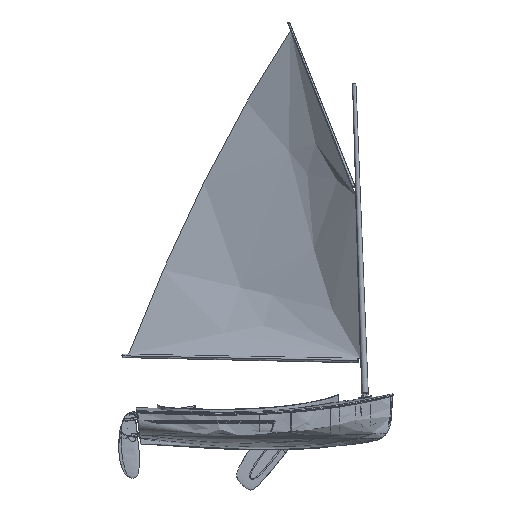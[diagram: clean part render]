
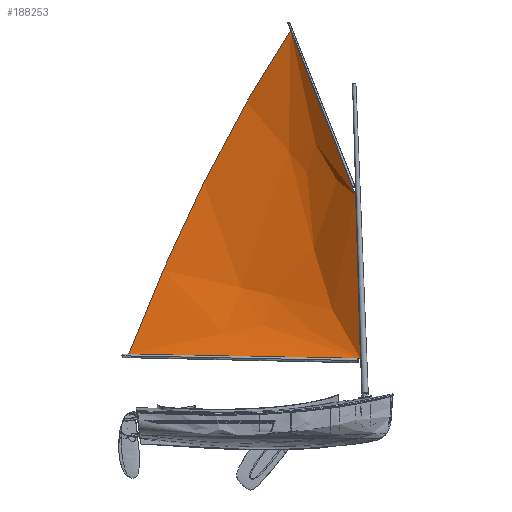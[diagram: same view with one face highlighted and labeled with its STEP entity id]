
A CAD part, front view. The second image highlights one B-rep face of the part: STEP entity #188253.
In plain terms, the highlighted free-form (B-spline) face has degree [3, 3] with [6, 6] control points.
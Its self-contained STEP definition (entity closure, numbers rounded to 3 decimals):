
#188253 = ADVANCED_FACE('',(#188254),#188300,.T.);
#188254 = FACE_BOUND('',#188255,.T.);
#188255 = EDGE_LOOP('',(#188256,#188269,#188280,#188291));
#188256 = ORIENTED_EDGE('',*,*,#188257,.T.);
#188257 = EDGE_CURVE('',#188258,#188260,#188262,.T.);
#188258 = VERTEX_POINT('',#188259);
#188259 = CARTESIAN_POINT('',(3484.211,0.,1256.818)
  );
#188260 = VERTEX_POINT('',#188261);
#188261 = CARTESIAN_POINT('',(3409.613,0.,3798.076));
#188262 = B_SPLINE_CURVE_WITH_KNOTS('',3,(#188263,#188264,#188265,
    #188266,#188267,#188268),.UNSPECIFIED.,.F.,.F.,(4,1,1,4),(0.,
    1544.462,3088.925,4633.387),
  .QUASI_UNIFORM_KNOTS.);
#188263 = CARTESIAN_POINT('',(3484.211,0.,1256.818)
  );
#188264 = CARTESIAN_POINT('',(3475.863,0.,1536.136));
#188265 = CARTESIAN_POINT('',(3461.065,0.,2103.271)
  );
#188266 = CARTESIAN_POINT('',(3437.248,0.,2949.704));
#188267 = CARTESIAN_POINT('',(3418.825,0.,3515.285));
#188268 = CARTESIAN_POINT('',(3409.613,0.,3798.076));
#188269 = ORIENTED_EDGE('',*,*,#188270,.T.);
#188270 = EDGE_CURVE('',#188260,#188271,#188273,.T.);
#188271 = VERTEX_POINT('',#188272);
#188272 = CARTESIAN_POINT('',(2397.121,676.913,
    6374.536));
#188273 = B_SPLINE_CURVE_WITH_KNOTS('',3,(#188274,#188275,#188276,
    #188277,#188278,#188279),.UNSPECIFIED.,.F.,.F.,(4,1,1,4),(0.,
    1211.09,2422.18,3633.269),.UNSPECIFIED.);
#188274 = CARTESIAN_POINT('',(3409.613,0.,3798.076));
#188275 = CARTESIAN_POINT('',(3297.114,75.213,
    4084.349));
#188276 = CARTESIAN_POINT('',(3072.116,225.638,
    4656.896));
#188277 = CARTESIAN_POINT('',(2734.619,451.275,
    5515.716));
#188278 = CARTESIAN_POINT('',(2509.62,601.7,
    6088.262));
#188279 = CARTESIAN_POINT('',(2397.121,676.913,
    6374.536));
#188280 = ORIENTED_EDGE('',*,*,#188281,.T.);
#188281 = EDGE_CURVE('',#188271,#188282,#188284,.T.);
#188282 = VERTEX_POINT('',#188283);
#188283 = CARTESIAN_POINT('',(-131.126,818.841,
    1320.545));
#188284 = B_SPLINE_CURVE_WITH_KNOTS('',3,(#188285,#188286,#188287,
    #188288,#188289,#188290),.UNSPECIFIED.,.F.,.F.,(4,1,1,4),(
    -4633.387,-3088.925,-1544.462,0.),
  .QUASI_UNIFORM_KNOTS.);
#188285 = CARTESIAN_POINT('',(2397.121,676.913,
    6374.536));
#188286 = CARTESIAN_POINT('',(2099.718,842.015,
    5915.374));
#188287 = CARTESIAN_POINT('',(1404.835,1059.166,
    4779.984));
#188288 = CARTESIAN_POINT('',(558.389,1039.666,
    2984.277));
#188289 = CARTESIAN_POINT('',(72.293,925.341,
    1875.645));
#188290 = CARTESIAN_POINT('',(-131.126,818.841,
    1320.545));
#188291 = ORIENTED_EDGE('',*,*,#188292,.T.);
#188292 = EDGE_CURVE('',#188282,#188258,#188293,.T.);
#188293 = B_SPLINE_CURVE_WITH_KNOTS('',3,(#188294,#188295,#188296,
    #188297,#188298,#188299),.UNSPECIFIED.,.F.,.F.,(4,1,1,4),(
    -3633.269,-2422.18,-1211.09,0.),
  .UNSPECIFIED.);
#188294 = CARTESIAN_POINT('',(-131.126,818.841,
    1320.545));
#188295 = CARTESIAN_POINT('',(272.434,727.482,
    1313.516));
#188296 = CARTESIAN_POINT('',(1333.928,489.255,
    1299.361));
#188297 = CARTESIAN_POINT('',(2290.231,270.688,
    1278.367));
#188298 = CARTESIAN_POINT('',(3097.35,87.97,
    1264.307));
#188299 = CARTESIAN_POINT('',(3484.211,0.,1256.818)
  );
#188300 = B_SPLINE_SURFACE_WITH_KNOTS('',3,3,(
    (#188301,#188302,#188303,#188304,#188305,#188306)
    ,(#188307,#188308,#188309,#188310,#188311,#188312)
    ,(#188313,#188314,#188315,#188316,#188317,#188318)
    ,(#188319,#188320,#188321,#188322,#188323,#188324)
    ,(#188325,#188326,#188327,#188328,#188329,#188330)
    ,(#188331,#188332,#188333,#188334,#188335,#188336
  )),.UNSPECIFIED.,.F.,.F.,.F.,(4,1,1,4),(4,1,1,4),(0.,1544.462
    ,3088.925,4633.387),(0.,1211.09,
    2422.18,3633.269),.UNSPECIFIED.);
#188301 = CARTESIAN_POINT('',(3484.211,0.,1256.818)
  );
#188302 = CARTESIAN_POINT('',(3097.35,87.97,
    1264.307));
#188303 = CARTESIAN_POINT('',(2290.231,270.688,
    1278.367));
#188304 = CARTESIAN_POINT('',(1333.928,489.255,
    1299.361));
#188305 = CARTESIAN_POINT('',(272.434,727.482,
    1313.516));
#188306 = CARTESIAN_POINT('',(-131.126,818.841,
    1320.545));
#188307 = CARTESIAN_POINT('',(3475.863,0.,1536.136));
#188308 = CARTESIAN_POINT('',(3181.929,224.242,
    1575.897));
#188309 = CARTESIAN_POINT('',(2421.831,468.136,
    1631.008));
#188310 = CARTESIAN_POINT('',(1503.947,784.801,
    1755.052));
#188311 = CARTESIAN_POINT('',(528.233,910.262,
    1830.003));
#188312 = CARTESIAN_POINT('',(72.293,925.341,
    1875.645));
#188313 = CARTESIAN_POINT('',(3461.065,0.,2103.271)
  );
#188314 = CARTESIAN_POINT('',(3277.652,275.649,
    2202.533));
#188315 = CARTESIAN_POINT('',(2604.167,568.896,
    2374.846));
#188316 = CARTESIAN_POINT('',(1771.168,893.574,
    2624.743));
#188317 = CARTESIAN_POINT('',(991.805,990.032,
    2854.873));
#188318 = CARTESIAN_POINT('',(558.389,1039.666,
    2984.277));
#188319 = CARTESIAN_POINT('',(3437.248,0.,2949.704));
#188320 = CARTESIAN_POINT('',(3299.811,241.968,
    3152.68));
#188321 = CARTESIAN_POINT('',(2877.031,518.504,
    3484.168));
#188322 = CARTESIAN_POINT('',(2233.554,828.72,
    4054.079));
#188323 = CARTESIAN_POINT('',(1733.664,1020.167,
    4485.722));
#188324 = CARTESIAN_POINT('',(1404.835,1059.166,
    4779.984));
#188325 = CARTESIAN_POINT('',(3418.825,0.,3515.285));
#188326 = CARTESIAN_POINT('',(3311.48,159.733,
    3734.917));
#188327 = CARTESIAN_POINT('',(3029.48,393.531,
    4209.186));
#188328 = CARTESIAN_POINT('',(2567.238,652.762,
    5052.983));
#188329 = CARTESIAN_POINT('',(2273.452,785.308,
    5606.312));
#188330 = CARTESIAN_POINT('',(2099.718,842.015,
    5915.374));
#188331 = CARTESIAN_POINT('',(3409.613,0.,3798.076));
#188332 = CARTESIAN_POINT('',(3297.114,75.213,
    4084.349));
#188333 = CARTESIAN_POINT('',(3072.116,225.638,
    4656.896));
#188334 = CARTESIAN_POINT('',(2734.619,451.275,
    5515.716));
#188335 = CARTESIAN_POINT('',(2509.62,601.7,
    6088.262));
#188336 = CARTESIAN_POINT('',(2397.121,676.913,
    6374.536));
